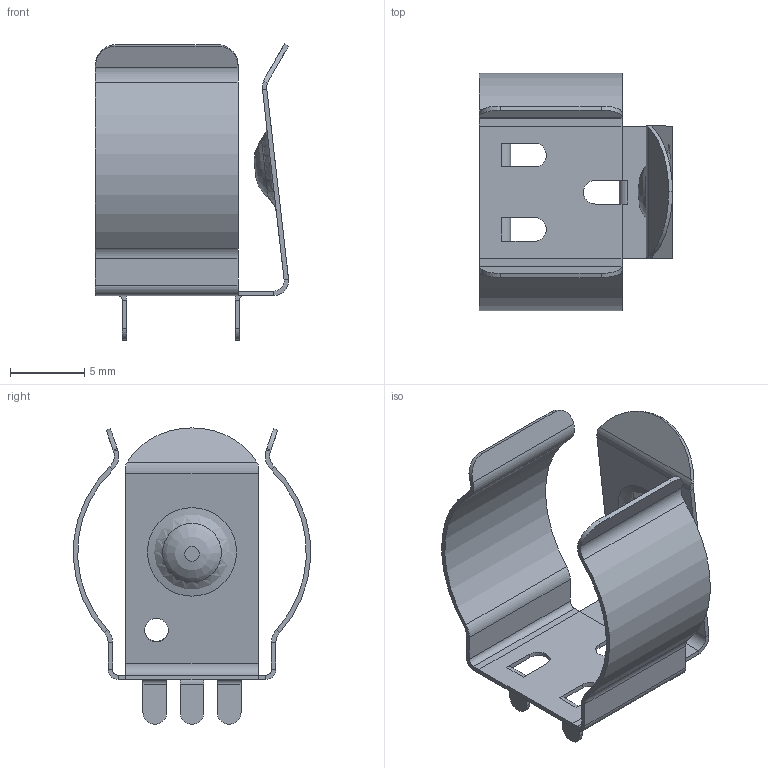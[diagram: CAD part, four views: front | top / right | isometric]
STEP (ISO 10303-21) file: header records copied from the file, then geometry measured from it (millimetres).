
FILE_DESCRIPTION(('FreeCAD Model'),'2;1');
FILE_NAME('Open CASCADE Shape Model','2023-01-05T02:04:02',('Author'),( ''),'Open CASCADE STEP processor 7.6','FreeCAD','Unknown');
FILE_SCHEMA(('AUTOMOTIVE_DESIGN { 1 0 10303 214 1 1 1 1 }'));
Length unit declared in the file: millimetre
Products named in the file (1): Body
Bounding box: 13 x 15.98 x 19.95 mm (x, y, z)
Volume: 186.8 mm3; surface area: 1302.8 mm2
Topology: 1 solids, 1 shells, 134 faces, 304 edges, 172 vertices
Faces by surface type: plane 88, cylinder 42, revolution 4
Full cylindrical faces by diameter (mm): 1.6 x1
Entity records: 7841 total; most frequent: CARTESIAN_POINT 1583, DIRECTION 1223, LINE 706, VECTOR 706, ORIENTED_EDGE 608, PCURVE 608, DEFINITIONAL_REPRESENTATION 608, EDGE_CURVE 304
